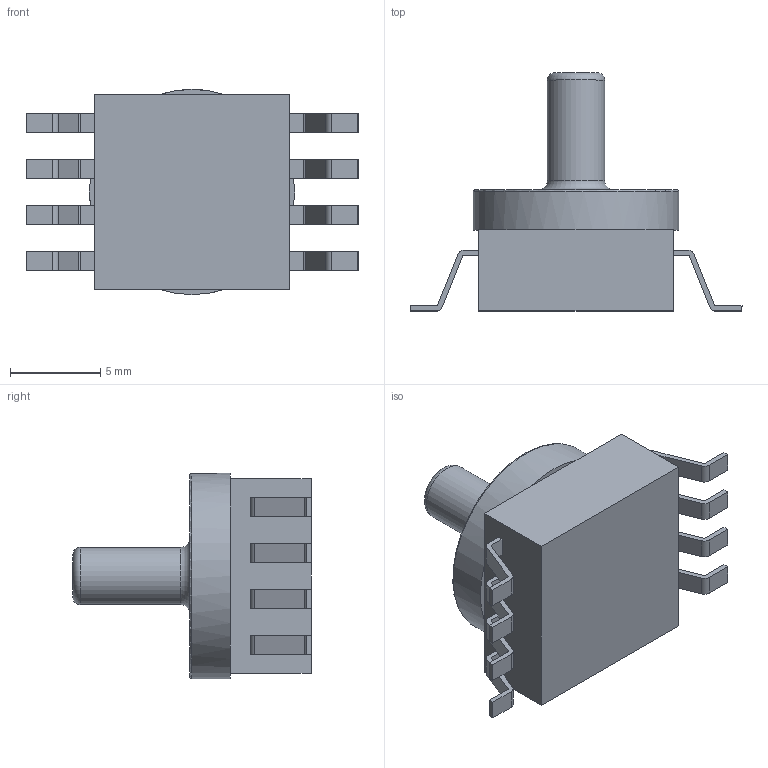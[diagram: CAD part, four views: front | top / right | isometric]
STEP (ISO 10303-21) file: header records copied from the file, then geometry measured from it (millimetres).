
FILE_DESCRIPTION(/* description */ (''),/* implementation_level */ '2;1');
FILE_NAME(/* name */ '482A-01.step',/* time_stamp */ '2016-07-01T15:03:51-05:00',/* author */ (''),/* organization */ (''),/* preprocessor_version */ 'ST-DEVELOPER v16.5',/* originating_system */ 'Autodesk Translation Framework v5.1.0.2740',/* authorisation */ '');
FILE_SCHEMA (('AUTOMOTIVE_DESIGN { 1 0 10303 214 3 1 1 }'));
Length unit declared in the file: centimetre
Products named in the file (5): 482A-01 v8; sensor; pins; pin; main
Assembly tree (11 placements, depth 4):
  482A-01 v8
    sensor
      pins
        pin  x8
      main
Bounding box: 18.41 x 13.21 x 11.38 mm (x, y, z)
Volume: 810.7 mm3; surface area: 722.4 mm2
Topology: 9 solids, 9 shells, 135 faces, 333 edges, 218 vertices
Faces by surface type: plane 96, cylinder 35, torus 4
Full cylindrical faces by diameter (mm): 1 x1, 3.17 x1, 11.38 x1
Entity records: 1140 total; most frequent: DIRECTION 204, CARTESIAN_POINT 175, ORIENTED_EDGE 146, AXIS2_PLACEMENT_3D 78, EDGE_CURVE 73, VERTEX_POINT 49, LINE 48, VECTOR 48
